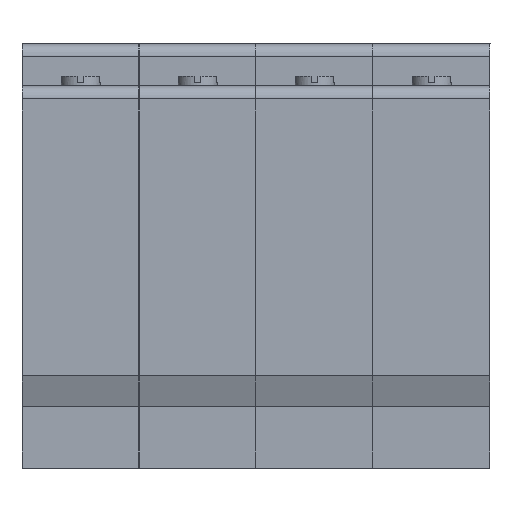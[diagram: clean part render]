
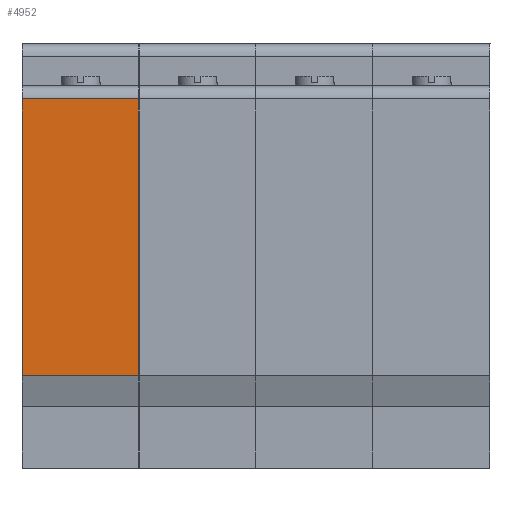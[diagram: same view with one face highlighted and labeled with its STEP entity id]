
A CAD part, front view. The second image highlights one B-rep face of the part: STEP entity #4952.
In plain terms, the highlighted planar face has unit normal (0, -1, 0).
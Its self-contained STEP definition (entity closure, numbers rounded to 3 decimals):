
#370=FACE_OUTER_BOUND('',#644,.T.);
#644=EDGE_LOOP('',(#3307,#3308,#3309,#3310));
#956=LINE('',#7308,#1492);
#959=LINE('',#7314,#1495);
#960=LINE('',#7316,#1496);
#961=LINE('',#7317,#1497);
#1492=VECTOR('',#5808,304.8);
#1495=VECTOR('',#5813,304.8);
#1496=VECTOR('',#5814,304.8);
#1497=VECTOR('',#5815,304.8);
#2031=VERTEX_POINT('',#7304);
#2033=VERTEX_POINT('',#7307);
#2035=VERTEX_POINT('',#7313);
#2036=VERTEX_POINT('',#7315);
#2540=EDGE_CURVE('',#2033,#2031,#956,.T.);
#2543=EDGE_CURVE('',#2035,#2031,#959,.T.);
#2544=EDGE_CURVE('',#2036,#2035,#960,.T.);
#2545=EDGE_CURVE('',#2033,#2036,#961,.T.);
#3307=ORIENTED_EDGE('',*,*,#2543,.F.);
#3308=ORIENTED_EDGE('',*,*,#2544,.F.);
#3309=ORIENTED_EDGE('',*,*,#2545,.F.);
#3310=ORIENTED_EDGE('',*,*,#2540,.T.);
#4742=PLANE('',#5269);
#4952=ADVANCED_FACE('',(#370),#4742,.T.);
#5269=AXIS2_PLACEMENT_3D('',#7312,#5811,#5812);
#5808=DIRECTION('',(1.,0.,0.));
#5811=DIRECTION('center_axis',(0.,-1.,0.));
#5812=DIRECTION('ref_axis',(-1.,0.,0.));
#5813=DIRECTION('',(0.,0.,-1.));
#5814=DIRECTION('',(1.,0.,0.));
#5815=DIRECTION('',(0.,0.,1.));
#7304=CARTESIAN_POINT('',(18.,0.,14.201));
#7307=CARTESIAN_POINT('',(0.,0.,14.201));
#7308=CARTESIAN_POINT('',(0.,0.,14.201));
#7312=CARTESIAN_POINT('Origin',(18.,0.,
56.808));
#7313=CARTESIAN_POINT('',(18.,0.,56.808));
#7314=CARTESIAN_POINT('',(18.,0.,56.808));
#7315=CARTESIAN_POINT('',(0.,0.,56.808));
#7316=CARTESIAN_POINT('',(0.,0.,56.808));
#7317=CARTESIAN_POINT('',(0.,0.,14.201));
